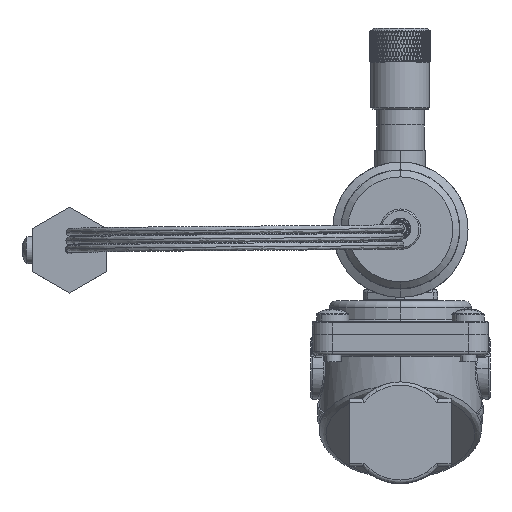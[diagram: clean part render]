
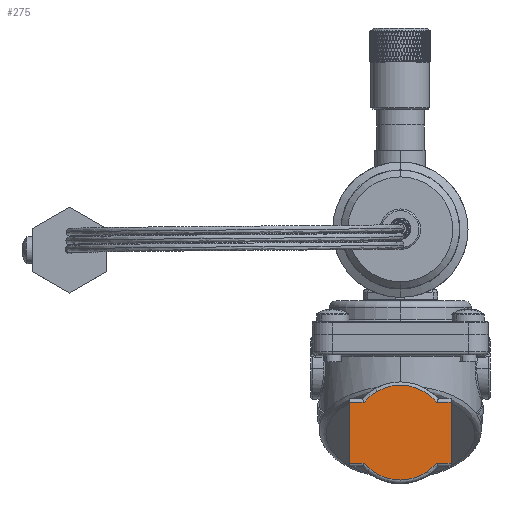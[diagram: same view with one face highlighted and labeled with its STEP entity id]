
A CAD part, top view. The second image highlights one B-rep face of the part: STEP entity #275.
In plain terms, the highlighted planar face has unit normal (0, 0, 1).
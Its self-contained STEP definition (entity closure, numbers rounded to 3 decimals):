
#275 = ADVANCED_FACE ( 'Defeature completata1_2384', ( #101973 ), #13021, .T. ) ;
#5264 = LINE ( 'NONE', #45130, #116761 ) ;
#7053 = VECTOR ( 'NONE', #43106, 1000. ) ;
#7434 = EDGE_CURVE ( 'Defeature completata1_2384+Defeature completata1_2412+Defeature completata1_2381+Defeature completata1_2382', #116319, #106051, #120453, .T. ) ;
#8635 = CARTESIAN_POINT ( 'NONE',  ( 15., -19., 38. ) ) ;
#11780 = AXIS2_PLACEMENT_3D ( 'NONE', #34454, #92719, #84841 ) ;
#13021 = PLANE ( 'NONE',  #22643 ) ;
#16742 = ORIENTED_EDGE ( 'NONE', *, *, #62853, .T. ) ;
#20487 = CARTESIAN_POINT ( 'NONE',  ( 0., -29., 38. ) ) ;
#21096 = EDGE_CURVE ( 'Defeature completata1_2384+Defeature completata1_2383+Defeature completata1_2382+Defeature completata1_2385', #80032, #38142, #111316, .T. ) ;
#21213 = VECTOR ( 'NONE', #38689, 1000. ) ;
#22413 = ORIENTED_EDGE ( 'NONE', *, *, #129365, .T. ) ;
#22643 = AXIS2_PLACEMENT_3D ( 'NONE', #43047, #82974, #122874 ) ;
#24707 = VECTOR ( 'NONE', #105834, 1000. ) ;
#28082 = ORIENTED_EDGE ( 'NONE', *, *, #7434, .T. ) ;
#28732 = EDGE_CURVE ( 'Defeature completata1_2384+Defeature completata1_2385+Defeature completata1_2383+Defeature completata1_2419', #38142, #86939, #5264, .T. ) ;
#28863 = ORIENTED_EDGE ( 'NONE', *, *, #33373, .T. ) ;
#30155 = VERTEX_POINT ( 'NONE', #77519 ) ;
#33373 = EDGE_CURVE ( 'Defeature completata1_2384+Defeature completata1_2387+Defeature completata1_2386+Defeature completata1_2381', #43247, #30155, #98231, .T. ) ;
#34454 = CARTESIAN_POINT ( 'NONE',  ( 0., -29., 38. ) ) ;
#36323 = CARTESIAN_POINT ( 'NONE',  ( -10.724, -38., 38. ) ) ;
#37150 = LINE ( 'NONE', #97337, #24707 ) ;
#37913 = CARTESIAN_POINT ( 'NONE',  ( 15., -38., 38. ) ) ;
#38142 = VERTEX_POINT ( 'NONE', #64224 ) ;
#38689 = DIRECTION ( 'NONE',  ( 0., 1., 0. ) ) ;
#38883 = AXIS2_PLACEMENT_3D ( 'NONE', #20487, #51170, #61004 ) ;
#43047 = CARTESIAN_POINT ( 'NONE',  ( 0., -29., 38. ) ) ;
#43106 = DIRECTION ( 'NONE',  ( -1., 0., 0. ) ) ;
#43122 = ORIENTED_EDGE ( 'NONE', *, *, #106154, .T. ) ;
#43247 = VERTEX_POINT ( 'NONE', #37913 ) ;
#44112 = ORIENTED_EDGE ( 'NONE', *, *, #28732, .T. ) ;
#45130 = CARTESIAN_POINT ( 'NONE',  ( 0., -38., 38. ) ) ;
#48497 = VECTOR ( 'NONE', #90424, 1000. ) ;
#51170 = DIRECTION ( 'NONE',  ( 0., 0., 1. ) ) ;
#59569 = EDGE_LOOP ( 'NONE', ( #43122, #22413, #28863, #16742, #28082, #63762, #99696, #44112 ) ) ;
#59858 = CARTESIAN_POINT ( 'NONE',  ( 10.724, -20., 38. ) ) ;
#61004 = DIRECTION ( 'NONE',  ( 1., 0., 0. ) ) ;
#62853 = EDGE_CURVE ( 'Defeature completata1_2384+Defeature completata1_2381+Defeature completata1_2387+Defeature completata1_2412', #30155, #116319, #82392, .T. ) ;
#63762 = ORIENTED_EDGE ( 'NONE', *, *, #113116, .T. ) ;
#64224 = CARTESIAN_POINT ( 'NONE',  ( -15., -38., 38. ) ) ;
#66793 = CARTESIAN_POINT ( 'NONE',  ( 0., -38., 38. ) ) ;
#77259 = DIRECTION ( 'NONE',  ( 1., 0., 0. ) ) ;
#77519 = CARTESIAN_POINT ( 'NONE',  ( 15., -20., 38. ) ) ;
#80032 = VERTEX_POINT ( 'NONE', #113025 ) ;
#82392 = LINE ( 'NONE', #101392, #7053 ) ;
#82974 = DIRECTION ( 'NONE',  ( 0., 0., 1. ) ) ;
#84841 = DIRECTION ( 'NONE',  ( 1., 0., 0. ) ) ;
#86939 = VERTEX_POINT ( 'NONE', #36323 ) ;
#90424 = DIRECTION ( 'NONE',  ( 0., -1., 0. ) ) ;
#91700 = CARTESIAN_POINT ( 'NONE',  ( -15., -39., 38. ) ) ;
#92719 = DIRECTION ( 'NONE',  ( 0., 0., 1. ) ) ;
#92820 = CARTESIAN_POINT ( 'NONE',  ( 10.724, -38., 38. ) ) ;
#95313 = CIRCLE ( 'NONE', #38883, 14. ) ;
#95565 = VERTEX_POINT ( 'NONE', #92820 ) ;
#97041 = CARTESIAN_POINT ( 'NONE',  ( -10.724, -20., 38. ) ) ;
#97337 = CARTESIAN_POINT ( 'NONE',  ( 0., -20., 38. ) ) ;
#98231 = LINE ( 'NONE', #8635, #21213 ) ;
#99696 = ORIENTED_EDGE ( 'NONE', *, *, #21096, .T. ) ;
#101392 = CARTESIAN_POINT ( 'NONE',  ( 0., -20., 38. ) ) ;
#101973 = FACE_OUTER_BOUND ( 'NONE', #59569, .T. ) ;
#102760 = DIRECTION ( 'NONE',  ( 1., 0., 0. ) ) ;
#105834 = DIRECTION ( 'NONE',  ( -1., 0., 0. ) ) ;
#106051 = VERTEX_POINT ( 'NONE', #97041 ) ;
#106154 = EDGE_CURVE ( 'Defeature completata1_2384+Defeature completata1_2419+Defeature completata1_2385+Defeature completata1_2386', #86939, #95565, #95313, .T. ) ;
#109319 = VECTOR ( 'NONE', #77259, 1000. ) ;
#111316 = LINE ( 'NONE', #91700, #48497 ) ;
#113025 = CARTESIAN_POINT ( 'NONE',  ( -15., -20., 38. ) ) ;
#113116 = EDGE_CURVE ( 'Defeature completata1_2384+Defeature completata1_2382+Defeature completata1_2412+Defeature completata1_2383', #106051, #80032, #37150, .T. ) ;
#116319 = VERTEX_POINT ( 'NONE', #59858 ) ;
#116761 = VECTOR ( 'NONE', #102760, 1000. ) ;
#120453 = CIRCLE ( 'NONE', #11780, 14. ) ;
#122874 = DIRECTION ( 'NONE',  ( 1., 0., 0. ) ) ;
#126954 = LINE ( 'NONE', #66793, #109319 ) ;
#129365 = EDGE_CURVE ( 'Defeature completata1_2384+Defeature completata1_2386+Defeature completata1_2419+Defeature completata1_2387', #95565, #43247, #126954, .T. ) ;
